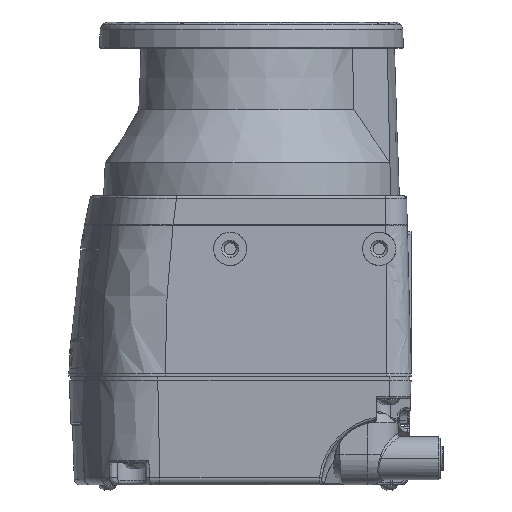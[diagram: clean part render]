
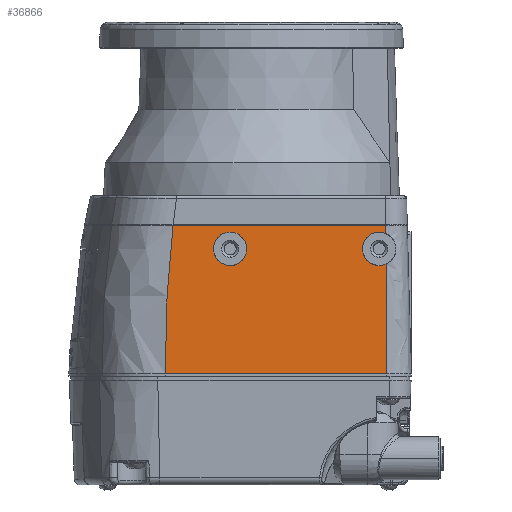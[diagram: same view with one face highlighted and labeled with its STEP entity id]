
A CAD part, front view. The second image highlights one B-rep face of the part: STEP entity #36866.
In plain terms, the highlighted planar face has unit normal (0, -1, 0.004).
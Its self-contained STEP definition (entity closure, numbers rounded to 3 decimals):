
#10632=CARTESIAN_POINT('',(-29.909,-132.008,
16.984));
#10828=CARTESIAN_POINT('',(-32.031,-132.066,
3.684));
#10829=CARTESIAN_POINT('',(-32.679,-132.066,
3.684));
#10830=CARTESIAN_POINT('',(-34.079,-132.065,
3.919));
#10831=CARTESIAN_POINT('',(-36.036,-132.059,
5.18));
#10832=CARTESIAN_POINT('',(-37.086,-132.052,
6.807));
#10833=CARTESIAN_POINT('',(-37.473,-132.046,
8.191));
#10834=CARTESIAN_POINT('',(-37.56,-132.042,
9.184));
#10835=CARTESIAN_POINT('',(-37.473,-132.037,
10.177));
#10836=CARTESIAN_POINT('',(-37.086,-132.031,
11.562));
#10837=CARTESIAN_POINT('',(-36.036,-132.024,
13.188));
#10838=CARTESIAN_POINT('',(-34.079,-132.019,
14.449));
#10839=CARTESIAN_POINT('',(-32.679,-132.018,
14.684));
#10840=CARTESIAN_POINT('',(-32.031,-132.018,
14.684));
#10842=DIRECTION('',(-0.008,0.004,1.));
#10843=VECTOR('',#10842,36.069);
#10844=CARTESIAN_POINT('',(-29.519,-132.221,
-31.916));
#10845=LINE('',#10844,#10843);
#10846=CARTESIAN_POINT('',(-99.788,-132.008,
16.984));
#10847=CARTESIAN_POINT('',(-100.791,-132.045,
8.421));
#10848=CARTESIAN_POINT('',(-102.08,-132.116,
-7.802));
#10849=CARTESIAN_POINT('',(-102.364,-132.185,
-23.689));
#10850=CARTESIAN_POINT('',(-102.364,-132.221,
-31.916));
#10852=DIRECTION('',(-1.,0.,0.));
#10853=VECTOR('',#10852,69.879);
#10854=CARTESIAN_POINT('',(-29.909,-132.008,
16.984));
#10855=LINE('',#10854,#10853);
#10856=DIRECTION('',(-0.007,0.004,1.));
#10857=VECTOR('',#10856,2.734);
#10858=CARTESIAN_POINT('',(-29.889,-132.019,
14.25));
#10859=LINE('',#10858,#10857);
#10860=CARTESIAN_POINT('',(-32.031,-132.018,
14.684));
#10861=CARTESIAN_POINT('',(-31.288,-132.018,
14.684));
#10862=CARTESIAN_POINT('',(-30.574,-132.018,
14.539));
#10863=CARTESIAN_POINT('',(-29.889,-132.019,
14.25));
#10869=CARTESIAN_POINT('',(-81.031,-132.018,
14.684));
#10870=CARTESIAN_POINT('',(-81.679,-132.018,
14.684));
#10871=CARTESIAN_POINT('',(-83.079,-132.019,
14.449));
#10872=CARTESIAN_POINT('',(-85.036,-132.024,
13.188));
#10873=CARTESIAN_POINT('',(-86.086,-132.031,
11.562));
#10874=CARTESIAN_POINT('',(-86.473,-132.037,
10.177));
#10875=CARTESIAN_POINT('',(-86.56,-132.042,
9.184));
#10876=CARTESIAN_POINT('',(-86.473,-132.046,
8.191));
#10877=CARTESIAN_POINT('',(-86.086,-132.052,
6.807));
#10878=CARTESIAN_POINT('',(-85.036,-132.059,
5.18));
#10879=CARTESIAN_POINT('',(-83.079,-132.065,
3.919));
#10880=CARTESIAN_POINT('',(-81.679,-132.066,
3.684));
#10881=CARTESIAN_POINT('',(-81.031,-132.066,
3.684));
#10887=CARTESIAN_POINT('',(-81.031,-132.066,
3.684));
#10888=CARTESIAN_POINT('',(-80.383,-132.066,
3.684));
#10889=CARTESIAN_POINT('',(-78.983,-132.065,
3.919));
#10890=CARTESIAN_POINT('',(-77.026,-132.059,
5.18));
#10891=CARTESIAN_POINT('',(-75.976,-132.052,
6.807));
#10892=CARTESIAN_POINT('',(-75.589,-132.046,
8.191));
#10893=CARTESIAN_POINT('',(-75.502,-132.042,
9.184));
#10894=CARTESIAN_POINT('',(-75.589,-132.037,
10.177));
#10895=CARTESIAN_POINT('',(-75.976,-132.031,
11.562));
#10896=CARTESIAN_POINT('',(-77.026,-132.024,
13.188));
#10897=CARTESIAN_POINT('',(-78.983,-132.019,
14.449));
#10898=CARTESIAN_POINT('',(-80.383,-132.018,
14.684));
#10899=CARTESIAN_POINT('',(-81.031,-132.018,
14.684));
#11113=CARTESIAN_POINT('',(-32.031,-132.066,
3.684));
#11114=CARTESIAN_POINT('',(-31.776,-132.066,
3.684));
#11115=CARTESIAN_POINT('',(-31.271,-132.065,
3.719));
#11116=CARTESIAN_POINT('',(-30.525,-132.065,
3.877));
#11117=CARTESIAN_POINT('',(-30.044,-132.064,
4.047));
#11118=CARTESIAN_POINT('',(-29.808,-132.064,
4.152));
#17959=DIRECTION('',(-1.,0.,0.));
#17960=VECTOR('',#17959,72.845);
#17961=CARTESIAN_POINT('',(-29.519,-132.221,
-31.916));
#17962=LINE('',#17961,#17960);
#18293=CARTESIAN_POINT('',(-29.519,-132.221,
-31.916));
#18294=VERTEX_POINT('',#18293);
#18295=CARTESIAN_POINT('',(-102.364,-132.221,
-31.916));
#18296=VERTEX_POINT('',#18295);
#18358=VERTEX_POINT('',#10632);
#18359=CARTESIAN_POINT('',(-29.889,-132.019,
14.25));
#18360=VERTEX_POINT('',#18359);
#18361=CARTESIAN_POINT('',(-29.808,-132.064,
4.152));
#18362=VERTEX_POINT('',#18361);
#18363=CARTESIAN_POINT('',(-99.788,-132.008,
16.984));
#18364=VERTEX_POINT('',#18363);
#21316=CARTESIAN_POINT('',(-32.031,-132.018,
14.684));
#21318=VERTEX_POINT('',#21316);
#21320=CARTESIAN_POINT('',(-32.031,-132.066,
3.684));
#21322=VERTEX_POINT('',#21320);
#21336=CARTESIAN_POINT('',(-81.031,-132.018,
14.684));
#21338=VERTEX_POINT('',#21336);
#21340=CARTESIAN_POINT('',(-81.031,-132.066,
3.684));
#21342=VERTEX_POINT('',#21340);
#36839=CARTESIAN_POINT('',(-21.531,-132.221,
-31.916));
#36840=DIRECTION('',(0.,1.,-0.004));
#36841=DIRECTION('',(-1.,0.,0.));
#36842=AXIS2_PLACEMENT_3D('',#36839,#36840,#36841);
#36843=PLANE('',#36842);
#36845=ORIENTED_EDGE('',*,*,#36844,.F.);
#36847=ORIENTED_EDGE('',*,*,#36846,.T.);
#36849=ORIENTED_EDGE('',*,*,#36848,.F.);
#36851=ORIENTED_EDGE('',*,*,#36850,.T.);
#36852=ORIENTED_EDGE('',*,*,#36830,.F.);
#36853=ORIENTED_EDGE('',*,*,#36525,.F.);
#36855=ORIENTED_EDGE('',*,*,#36854,.F.);
#36857=ORIENTED_EDGE('',*,*,#36856,.F.);
#36858=EDGE_LOOP('',(#36845,#36847,#36849,#36851,#36852,#36853,#36855,#36857));
#36859=FACE_OUTER_BOUND('',#36858,.F.);
#36861=ORIENTED_EDGE('',*,*,#36860,.T.);
#36863=ORIENTED_EDGE('',*,*,#36862,.T.);
#36864=EDGE_LOOP('',(#36861,#36863));
#36865=FACE_BOUND('',#36864,.F.);
#36866=ADVANCED_FACE('',(#36859,#36865),#36843,.F.);
#10841=B_SPLINE_CURVE_WITH_KNOTS('',3,(#10828,#10829,#10830,#10831,#10832,
#10833,#10834,#10835,#10836,#10837,#10838,#10839,#10840),.UNSPECIFIED.,.F.,.F.,(
4,1,1,1,1,1,1,1,1,1,4),(0.,0.125,0.25,0.375,0.438,0.5,0.563,
0.625,0.75,0.875,1.),.UNSPECIFIED.);
#10851=B_SPLINE_CURVE_WITH_KNOTS('',3,(#10846,#10847,#10848,#10849,#10850),
.UNSPECIFIED.,.F.,.F.,(4,1,4),(0.,0.5,1.),.UNSPECIFIED.);
#10864=B_SPLINE_CURVE_WITH_KNOTS('',3,(#10860,#10861,#10862,#10863),
.UNSPECIFIED.,.F.,.F.,(4,4),(0.,1.),.UNSPECIFIED.);
#10882=B_SPLINE_CURVE_WITH_KNOTS('',3,(#10869,#10870,#10871,#10872,#10873,
#10874,#10875,#10876,#10877,#10878,#10879,#10880,#10881),.UNSPECIFIED.,.F.,.F.,(
4,1,1,1,1,1,1,1,1,1,4),(0.,0.125,0.25,0.375,0.438,0.5,0.563,
0.625,0.75,0.875,1.),.UNSPECIFIED.);
#10900=B_SPLINE_CURVE_WITH_KNOTS('',3,(#10887,#10888,#10889,#10890,#10891,
#10892,#10893,#10894,#10895,#10896,#10897,#10898,#10899),.UNSPECIFIED.,.F.,.F.,(
4,1,1,1,1,1,1,1,1,1,4),(0.,0.125,0.25,0.375,0.438,0.5,0.563,
0.625,0.75,0.875,1.),.UNSPECIFIED.);
#11119=B_SPLINE_CURVE_WITH_KNOTS('',3,(#11113,#11114,#11115,#11116,#11117,
#11118),.UNSPECIFIED.,.F.,.F.,(4,1,1,4),(0.,0.333,
0.667,1.),.UNSPECIFIED.);
#36525=EDGE_CURVE('',#18358,#18364,#10855,.T.);
#36830=EDGE_CURVE('',#18364,#18296,#10851,.T.);
#36844=EDGE_CURVE('',#21322,#21318,#10841,.T.);
#36846=EDGE_CURVE('',#21322,#18362,#11119,.T.);
#36848=EDGE_CURVE('',#18294,#18362,#10845,.T.);
#36850=EDGE_CURVE('',#18294,#18296,#17962,.T.);
#36854=EDGE_CURVE('',#18360,#18358,#10859,.T.);
#36856=EDGE_CURVE('',#21318,#18360,#10864,.T.);
#36860=EDGE_CURVE('',#21338,#21342,#10882,.T.);
#36862=EDGE_CURVE('',#21342,#21338,#10900,.T.);
